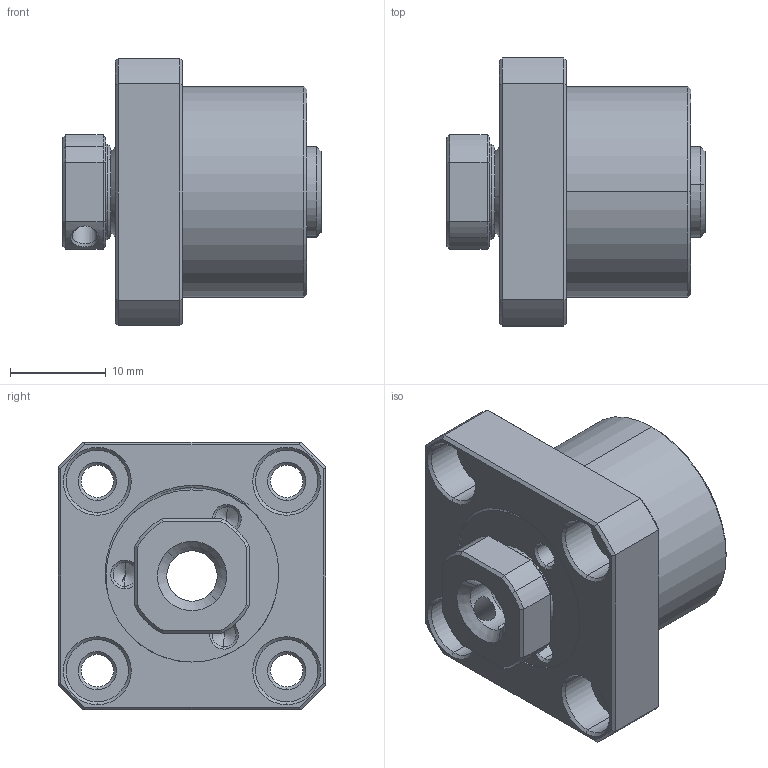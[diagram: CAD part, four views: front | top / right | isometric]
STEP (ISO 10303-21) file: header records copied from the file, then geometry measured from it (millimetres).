
FILE_DESCRIPTION (( 'STEP AP214' ), '1' );
FILE_NAME ('FKN06.step', '2020-09-08T14:36:34', ( '' ), ( '' ), 'SwSTEP 2.0', 'SolidWorks 2020', '' );
FILE_SCHEMA (( 'AUTOMOTIVE_DESIGN' ));
Length unit declared in the file: millimetre
Products named in the file (1): FKN06
Bounding box: 27 x 28 x 28 mm (x, y, z)
Volume: 8219 mm3; surface area: 9279.6 mm2
Topology: 10 solids, 10 shells, 309 faces, 680 edges, 397 vertices
Faces by surface type: cylinder 109, cone 80, bspline 64, plane 56
Entity records: 16272 total; most frequent: CARTESIAN_POINT 6570, ORIENTED_EDGE 1348, DIRECTION 1217, EDGE_CURVE 674, AXIS2_PLACEMENT_3D 502, VERTEX_POINT 397, EDGE_LOOP 353, UNCERTAINTY_MEASURE_WITH_UNIT 321
